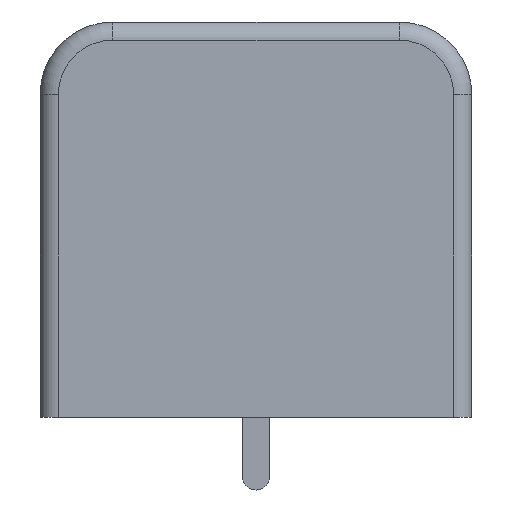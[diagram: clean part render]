
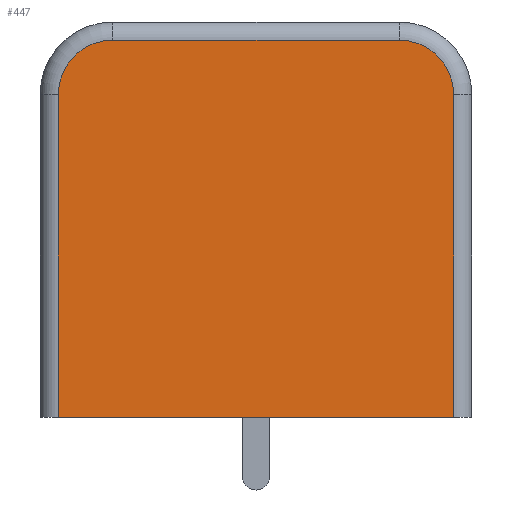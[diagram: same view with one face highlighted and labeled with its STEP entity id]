
A CAD part, front view. The second image highlights one B-rep face of the part: STEP entity #447.
In plain terms, the highlighted planar face has unit normal (0, -1, 0).
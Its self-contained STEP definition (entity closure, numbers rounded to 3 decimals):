
#447=ADVANCED_FACE('',(#2254),#2256,.T.);
#2254=FACE_BOUND('',#2255,.T.);
#2255=EDGE_LOOP('',(#3994,#3995,#3996,#3997,#3998,#3999));
#2256=PLANE('',#2257);
#2257=AXIS2_PLACEMENT_3D('',#2258,#2259,#2260);
#2258=CARTESIAN_POINT('',(-11.9,-41.5,0.));
#2259=DIRECTION('',(0.,-1.,0.));
#2260=DIRECTION('',(1.,0.,0.));
#3994=ORIENTED_EDGE('',*,*,#4772,.F.);
#3995=ORIENTED_EDGE('',*,*,#4737,.T.);
#3996=ORIENTED_EDGE('',*,*,#4770,.T.);
#3997=ORIENTED_EDGE('',*,*,#4773,.F.);
#3998=ORIENTED_EDGE('',*,*,#4774,.F.);
#3999=ORIENTED_EDGE('',*,*,#4775,.F.);
#4737=EDGE_CURVE('',#5925,#5923,#5926,.T.);
#4770=EDGE_CURVE('',#5923,#5975,#5976,.T.);
#4772=EDGE_CURVE('',#5925,#5978,#5979,.T.);
#4773=EDGE_CURVE('',#5980,#5975,#5981,.F.);
#4774=EDGE_CURVE('',#5982,#5980,#5983,.T.);
#4775=EDGE_CURVE('',#5978,#5982,#5984,.F.);
#5923=VERTEX_POINT('',#8542);
#5925=VERTEX_POINT('',#8547);
#5926=LINE('',#8548,#8549);
#5975=VERTEX_POINT('',#8670);
#5976=LINE('',#8671,#8672);
#5978=VERTEX_POINT('',#8678);
#5979=LINE('',#8679,#8680);
#5980=VERTEX_POINT('',#8682);
#5981=CIRCLE('',#8683,3.);
#5982=VERTEX_POINT('',#8687);
#5983=LINE('',#8688,#8689);
#5984=CIRCLE('',#8691,3.);
#8542=CARTESIAN_POINT('',(10.9,-41.5,0.));
#8547=CARTESIAN_POINT('',(-10.9,-41.5,0.));
#8548=CARTESIAN_POINT('',(-10.9,-41.5,0.));
#8549=VECTOR('',#8550,1.);
#8550=DIRECTION('',(1.,0.,0.));
#8670=CARTESIAN_POINT('',(10.9,-41.5,17.8));
#8671=CARTESIAN_POINT('',(10.9,-41.5,0.));
#8672=VECTOR('',#8673,1.);
#8673=DIRECTION('',(0.,0.,1.));
#8678=CARTESIAN_POINT('',(-10.9,-41.5,17.8));
#8679=CARTESIAN_POINT('',(-10.9,-41.5,0.));
#8680=VECTOR('',#8681,1.);
#8681=DIRECTION('',(0.,0.,1.));
#8682=CARTESIAN_POINT('',(7.9,-41.5,20.8));
#8683=AXIS2_PLACEMENT_3D('',#8684,#8685,#8686);
#8684=CARTESIAN_POINT('',(7.9,-41.5,17.8));
#8685=DIRECTION('',(0.,-1.,0.));
#8686=DIRECTION('',(1.,0.,0.));
#8687=CARTESIAN_POINT('',(-7.9,-41.5,20.8));
#8688=CARTESIAN_POINT('',(-7.9,-41.5,20.8));
#8689=VECTOR('',#8690,1.);
#8690=DIRECTION('',(1.,0.,0.));
#8691=AXIS2_PLACEMENT_3D('',#8692,#8693,#8694);
#8692=CARTESIAN_POINT('',(-7.9,-41.5,17.8));
#8693=DIRECTION('',(0.,-1.,0.));
#8694=DIRECTION('',(0.,0.,1.));
